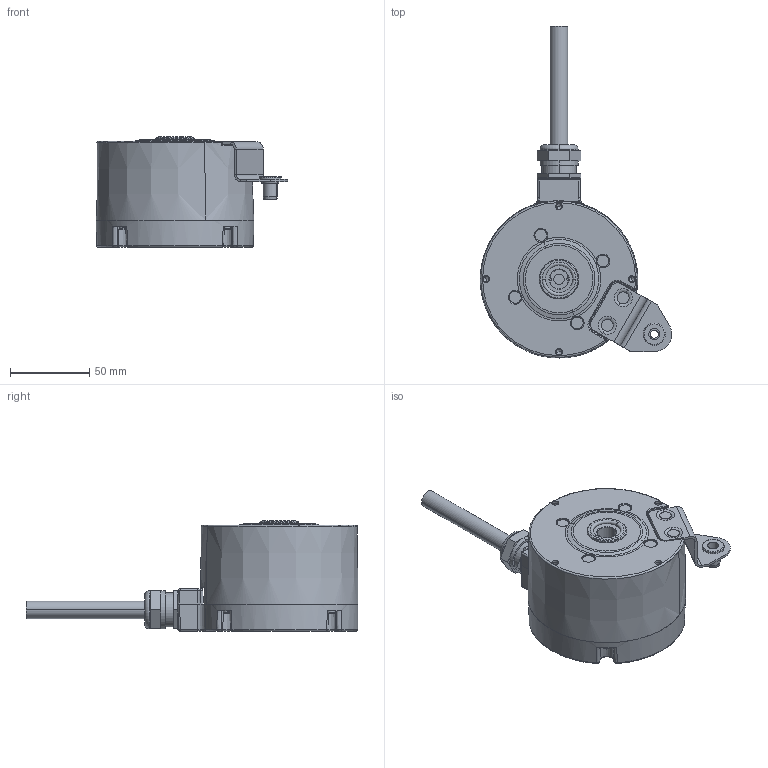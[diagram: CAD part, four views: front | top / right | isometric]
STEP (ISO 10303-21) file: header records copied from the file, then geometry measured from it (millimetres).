
FILE_DESCRIPTION((''),'2;1');
FILE_NAME('801218-K01_SW0001','2012-05-31T',('se2994'),(''),'PRO/ENGINEER BY PARAMETRIC TECHNOLOGY CORPORATION, 2010370','PRO/ENGINEER BY PARAMETRIC TECHNOLOGY CORPORATION, 2010370','');
FILE_SCHEMA(('CONFIG_CONTROL_DESIGN','SHAPE_APPEARANCE_LAYERS_GROUPS'));
Length unit declared in the file: millimetre
Products named in the file (1): 801218-K01_SW0001
Bounding box: 120.93 x 209.75 x 69.8 mm (x, y, z)
Volume: 256879 mm3; surface area: 102148.4 mm2
Topology: 2 solids, 3 shells, 905 faces, 2095 edges, 1228 vertices
Faces by surface type: cylinder 240, plane 212, cone 196, torus 123, bspline 104, sphere 30
Entity records: 37836 total; most frequent: CARTESIAN_POINT 12777, DIRECTION 4419, ORIENTED_EDGE 4146, EDGE_CURVE 2073, AXIS2_PLACEMENT_3D 1862, VERTEX_POINT 1228, CIRCLE 1061, EDGE_LOOP 979
